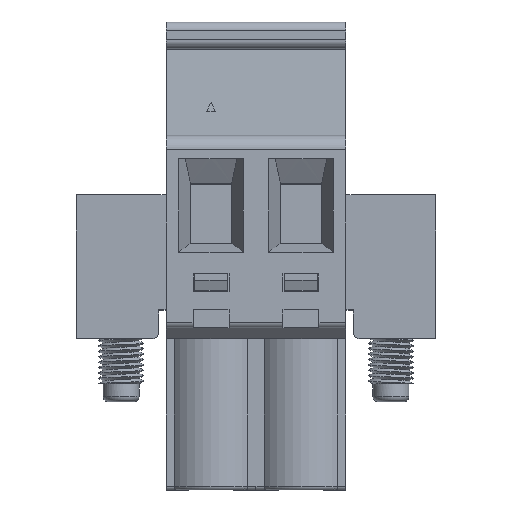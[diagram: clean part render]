
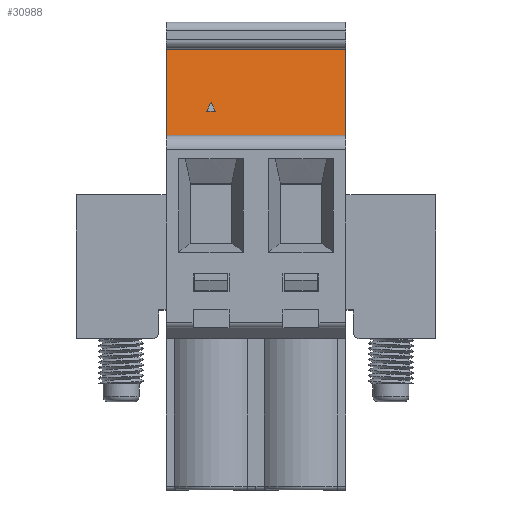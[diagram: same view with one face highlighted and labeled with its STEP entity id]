
A CAD part, top view. The second image highlights one B-rep face of the part: STEP entity #30988.
In plain terms, the highlighted planar face has unit normal (0, 0.144, 0.99).
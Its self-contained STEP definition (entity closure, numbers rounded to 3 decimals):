
#324 = VECTOR ( 'NONE', #11370, 1000. ) ;
#569 = LINE ( 'NONE', #18087, #10158 ) ;
#1407 = CARTESIAN_POINT ( 'NONE',  ( 2.5, 21.529, 10.733 ) ) ;
#1512 = EDGE_CURVE ( 'NONE', #24599, #4908, #24731, .T. ) ;
#2189 = DIRECTION ( 'NONE',  ( 0., 0.99, -0.144 ) ) ;
#2292 = CARTESIAN_POINT ( 'NONE',  ( 2.781, 20.966, 10.815 ) ) ;
#2906 = EDGE_CURVE ( 'NONE', #9519, #29441, #17375, .T. ) ;
#3089 = FACE_OUTER_BOUND ( 'NONE', #12814, .T. ) ;
#3447 = VECTOR ( 'NONE', #16497, 1000. ) ;
#3682 = VECTOR ( 'NONE', #12265, 1000. ) ;
#4098 = ORIENTED_EDGE ( 'NONE', *, *, #17658, .F. ) ;
#4185 = LINE ( 'NONE', #26514, #3447 ) ;
#4908 = VERTEX_POINT ( 'NONE', #1407 ) ;
#5558 = CARTESIAN_POINT ( 'NONE',  ( 10., 24.5, 10.3 ) ) ;
#5652 = DIRECTION ( 'NONE',  ( 0., 0.99, -0.144 ) ) ;
#6564 = AXIS2_PLACEMENT_3D ( 'NONE', #5558, #30621, #30459 ) ;
#7360 = EDGE_LOOP ( 'NONE', ( #30140, #16120, #4098 ) ) ;
#7396 = ORIENTED_EDGE ( 'NONE', *, *, #23193, .T. ) ;
#8108 = ORIENTED_EDGE ( 'NONE', *, *, #12527, .F. ) ;
#8541 = ORIENTED_EDGE ( 'NONE', *, *, #2906, .T. ) ;
#8898 = DIRECTION ( 'NONE',  ( -1., 0., 0. ) ) ;
#9519 = VERTEX_POINT ( 'NONE', #14131 ) ;
#10158 = VECTOR ( 'NONE', #5652, 1000. ) ;
#10317 = VECTOR ( 'NONE', #2189, 1000. ) ;
#10719 = CARTESIAN_POINT ( 'NONE',  ( 10., 19.7, 11. ) ) ;
#11187 = CARTESIAN_POINT ( 'NONE',  ( 2.75, 21.029, 10.806 ) ) ;
#11370 = DIRECTION ( 'NONE',  ( 1., 0., 0. ) ) ;
#12265 = DIRECTION ( 'NONE',  ( -0.443, 0.887, -0.129 ) ) ;
#12527 = EDGE_CURVE ( 'NONE', #28741, #29441, #14622, .T. ) ;
#12814 = EDGE_LOOP ( 'NONE', ( #22370, #7396, #8541, #8108 ) ) ;
#13822 = CARTESIAN_POINT ( 'NONE',  ( 10., 21.029, 10.806 ) ) ;
#14131 = CARTESIAN_POINT ( 'NONE',  ( 10., 24.5, 10.3 ) ) ;
#14622 = LINE ( 'NONE', #19548, #10317 ) ;
#15046 = VECTOR ( 'NONE', #8898, 1000. ) ;
#16037 = PLANE ( 'NONE',  #6564 ) ;
#16120 = ORIENTED_EDGE ( 'NONE', *, *, #25368, .F. ) ;
#16497 = DIRECTION ( 'NONE',  ( -0.443, -0.887, 0.129 ) ) ;
#17375 = LINE ( 'NONE', #21970, #28184 ) ;
#17658 = EDGE_CURVE ( 'NONE', #4908, #21692, #4185, .T. ) ;
#18087 = CARTESIAN_POINT ( 'NONE',  ( 10., 24.5, 10.3 ) ) ;
#18517 = CARTESIAN_POINT ( 'NONE',  ( 0., 24.5, 10.3 ) ) ;
#18846 = CARTESIAN_POINT ( 'NONE',  ( 2.25, 21.029, 10.806 ) ) ;
#19548 = CARTESIAN_POINT ( 'NONE',  ( 0., 24.5, 10.3 ) ) ;
#21692 = VERTEX_POINT ( 'NONE', #18846 ) ;
#21970 = CARTESIAN_POINT ( 'NONE',  ( 10., 24.5, 10.3 ) ) ;
#22370 = ORIENTED_EDGE ( 'NONE', *, *, #27746, .F. ) ;
#23193 = EDGE_CURVE ( 'NONE', #26444, #9519, #569, .T. ) ;
#24599 = VERTEX_POINT ( 'NONE', #11187 ) ;
#24731 = LINE ( 'NONE', #2292, #3682 ) ;
#25368 = EDGE_CURVE ( 'NONE', #21692, #24599, #26287, .T. ) ;
#26287 = LINE ( 'NONE', #13822, #324 ) ;
#26444 = VERTEX_POINT ( 'NONE', #10719 ) ;
#26455 = CARTESIAN_POINT ( 'NONE',  ( 0., 19.7, 11. ) ) ;
#26514 = CARTESIAN_POINT ( 'NONE',  ( 5.168, 26.866, 9.955 ) ) ;
#27385 = DIRECTION ( 'NONE',  ( -1., 0., 0. ) ) ;
#27746 = EDGE_CURVE ( 'NONE', #26444, #28741, #31339, .T. ) ;
#28184 = VECTOR ( 'NONE', #27385, 1000. ) ;
#28741 = VERTEX_POINT ( 'NONE', #26455 ) ;
#28894 = CARTESIAN_POINT ( 'NONE',  ( 10., 19.7, 11. ) ) ;
#29441 = VERTEX_POINT ( 'NONE', #18517 ) ;
#30140 = ORIENTED_EDGE ( 'NONE', *, *, #1512, .F. ) ;
#30459 = DIRECTION ( 'NONE',  ( 0., -0.99, 0.144 ) ) ;
#30621 = DIRECTION ( 'NONE',  ( 0., 0.144, 0.99 ) ) ;
#30938 = FACE_BOUND ( 'NONE', #7360, .T. ) ;
#30988 = ADVANCED_FACE ( 'NONE', ( #30938, #3089 ), #16037, .T. ) ;
#31339 = LINE ( 'NONE', #28894, #15046 ) ;
